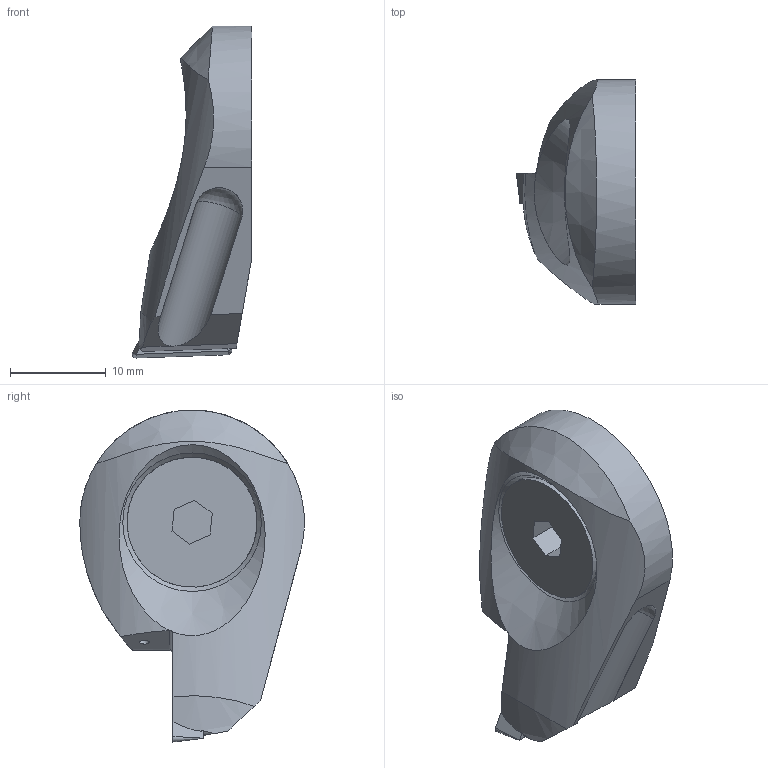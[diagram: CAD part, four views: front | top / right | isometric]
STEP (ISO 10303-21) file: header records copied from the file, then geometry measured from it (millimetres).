
FILE_DESCRIPTION(/* description */ (''),/* implementation_level */ '2;1');
FILE_NAME(/* name */ '1551881084327.stp',/* time_stamp */ '2019-03-06T15:05:00+01:00',/* author */ (''),/* organization */ ('SMS'),/* preprocessor_version */ 'ST-DEVELOPER v15',/* originating_system */ 'SIEMENS PLM Software NX 8.5',/* authorisation */ '');
FILE_SCHEMA (('AUTOMOTIVE_DESIGN { 1 0 10303 214 3 1 1 1 }'));
Length unit declared in the file: millimetre
Products named in the file (4): IsoTurningInsert; 202218524mod000_00; ASSEMBLY_CONSTRUCTION; 111169258mod000_01
Assembly tree (3 placements, depth 2):
  111169258mod000_01
    ASSEMBLY_CONSTRUCTION
    202218524mod000_00
    IsoTurningInsert
Bounding box: 12.5 x 23.48 x 34.74 mm (x, y, z)
Volume: 4011.1 mm3; surface area: 2221.4 mm2
Topology: 2 solids, 2 shells, 59 faces, 157 edges, 108 vertices
Faces by surface type: plane 30, cylinder 14, cone 9, torus 4, sphere 1, bspline 1
Full cylindrical faces by diameter (mm): 1 x1, 2.8 x2, 13.6 x1
Entity records: 1951 total; most frequent: CARTESIAN_POINT 430, DIRECTION 299, ORIENTED_EDGE 260, EDGE_CURVE 130, AXIS2_PLACEMENT_3D 114, VERTEX_POINT 91, EDGE_LOOP 76, LINE 71
